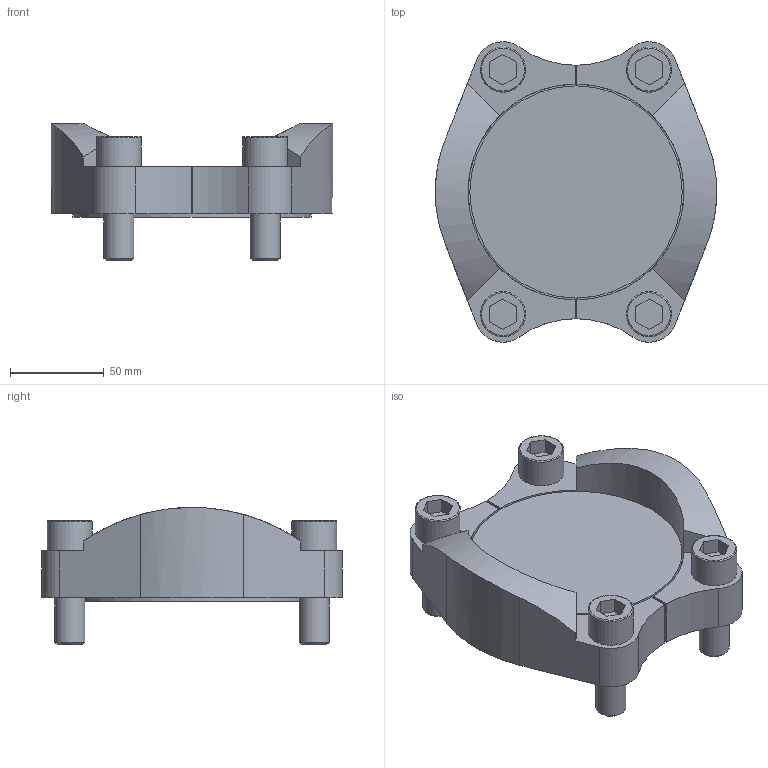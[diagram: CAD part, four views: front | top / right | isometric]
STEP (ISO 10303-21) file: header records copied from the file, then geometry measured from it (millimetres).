
FILE_DESCRIPTION(/* description */ ('STEP AP203'),/* implementation_level */ '2;1');
FILE_NAME(/* name */ 'SAE Blind Flange AFAB 102-3-01',/* time_stamp */ '2023-07-21T09:04:38+02:00',/* author */ ('License CC BY-ND 4.0'),/* organization */ ('CADENAS'),/* preprocessor_version */ 'ST-DEVELOPER v19.3',/* originating_system */ 'PARTsolutions',/* authorisation */ ' ');
FILE_SCHEMA (('CONFIG_CONTROL_DESIGN'));
Length unit declared in the file: millimetre
Products named in the file (1): SAE Blindflansch AFAB 102-3-01
Bounding box: 149.89 x 159.98 x 72.99 mm (x, y, z)
Volume: 612001.1 mm3; surface area: 101719.2 mm2
Topology: 1 solids, 2 shells, 110 faces, 250 edges, 161 vertices
Faces by surface type: plane 65, cylinder 33, torus 8, cone 4
Full cylindrical faces by diameter (mm): 16 x4, 17 x4, 24 x4, 110.72 x2, 113 x1, 117.78 x1, 127 x1
Entity records: 3004 total; most frequent: CARTESIAN_POINT 557, DIRECTION 518, ORIENTED_EDGE 440, EDGE_CURVE 220, AXIS2_PLACEMENT_3D 195, VERTEX_POINT 158, EDGE_LOOP 156, FACE_BOUND 156
